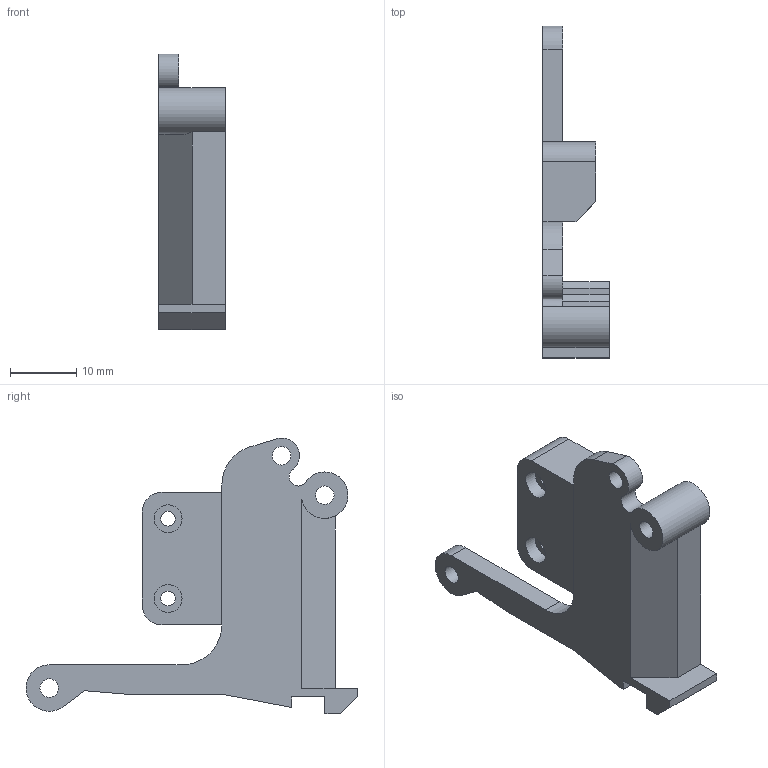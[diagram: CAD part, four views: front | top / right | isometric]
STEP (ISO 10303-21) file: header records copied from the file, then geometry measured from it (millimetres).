
FILE_DESCRIPTION(('FreeCAD Model'),'2;1');
FILE_NAME('blower2040-holder-x1.step', '2021-06-20T17:22:08',('Author'),(''), 'Open CASCADE STEP processor 7.3','FreeCAD','Unknown');
FILE_SCHEMA(('AUTOMOTIVE_DESIGN { 1 0 10303 214 1 1 1 1 }'));
Length unit declared in the file: millimetre
Products named in the file (1): blower.holder
Bounding box: 10 x 50 x 41.56 mm (x, y, z)
Volume: 5026.2 mm3; surface area: 3770.3 mm2
Topology: 1 solids, 1 shells, 49 faces, 134 edges, 89 vertices
Faces by surface type: plane 34, cylinder 15
Full cylindrical faces by diameter (mm): 2.2 x2, 2.8 x3, 4.2 x2
Entity records: 3349 total; most frequent: CARTESIAN_POINT 633, DIRECTION 501, LINE 309, VECTOR 309, ORIENTED_EDGE 268, PCURVE 268, DEFINITIONAL_REPRESENTATION 268, EDGE_CURVE 134
